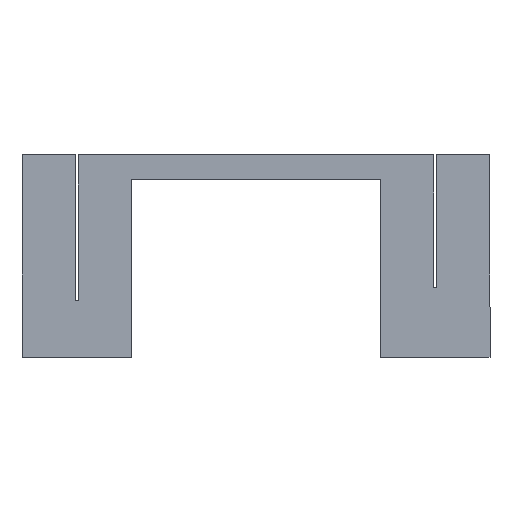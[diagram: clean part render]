
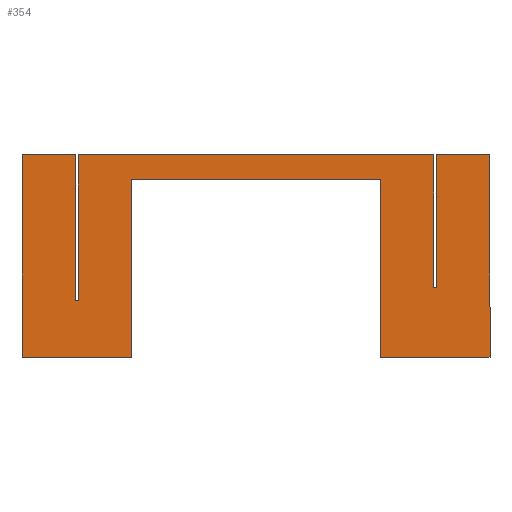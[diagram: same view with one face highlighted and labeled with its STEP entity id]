
A CAD part, top view. The second image highlights one B-rep face of the part: STEP entity #354.
In plain terms, the highlighted planar face has unit normal (0, 0, 1).
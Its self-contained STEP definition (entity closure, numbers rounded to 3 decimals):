
#5 = DIRECTION ( 'NONE',  ( 0., -1., 0. ) ) ;
#8 = ORIENTED_EDGE ( 'NONE', *, *, #326, .F. ) ;
#9 = DIRECTION ( 'NONE',  ( -1., 0., 0. ) ) ;
#10 = VERTEX_POINT ( 'NONE', #567 ) ;
#12 = CARTESIAN_POINT ( 'NONE',  ( -29.805, 41.787, 12.5 ) ) ;
#24 = CARTESIAN_POINT ( 'NONE',  ( 78.295, 1.787, 12.5 ) ) ;
#29 = VECTOR ( 'NONE', #244, 1000. ) ;
#34 = VERTEX_POINT ( 'NONE', #71 ) ;
#36 = EDGE_CURVE ( 'NONE', #380, #117, #118, .T. ) ;
#37 = VECTOR ( 'NONE', #230, 1000. ) ;
#44 = VECTOR ( 'NONE', #267, 1000. ) ;
#47 = CARTESIAN_POINT ( 'NONE',  ( 0., 0., 12.5 ) ) ;
#49 = CARTESIAN_POINT ( 'NONE',  ( -12.805, -19.213, 12.5 ) ) ;
#55 = EDGE_CURVE ( 'NONE', #530, #380, #165, .T. ) ;
#63 = CARTESIAN_POINT ( 'NONE',  ( 78.295, 41.787, 12.5 ) ) ;
#71 = CARTESIAN_POINT ( 'NONE',  ( -45.805, -19.213, 12.5 ) ) ;
#74 = CARTESIAN_POINT ( 'NONE',  ( -12.805, 34.287, 12.5 ) ) ;
#82 = LINE ( 'NONE', #546, #570 ) ;
#85 = VECTOR ( 'NONE', #219, 1000. ) ;
#91 = VERTEX_POINT ( 'NONE', #217 ) ;
#94 = ORIENTED_EDGE ( 'NONE', *, *, #507, .F. ) ;
#96 = LINE ( 'NONE', #240, #29 ) ;
#99 = EDGE_CURVE ( 'NONE', #306, #91, #569, .T. ) ;
#100 = FACE_OUTER_BOUND ( 'NONE', #139, .T. ) ;
#101 = ORIENTED_EDGE ( 'NONE', *, *, #427, .F. ) ;
#103 = VECTOR ( 'NONE', #245, 1000. ) ;
#109 = LINE ( 'NONE', #291, #351 ) ;
#117 = VERTEX_POINT ( 'NONE', #280 ) ;
#118 = LINE ( 'NONE', #437, #85 ) ;
#124 = EDGE_CURVE ( 'NONE', #572, #289, #337, .T. ) ;
#125 = ORIENTED_EDGE ( 'NONE', *, *, #55, .F. ) ;
#126 = VERTEX_POINT ( 'NONE', #372 ) ;
#129 = DIRECTION ( 'NONE',  ( 1., 0., 0. ) ) ;
#134 = VECTOR ( 'NONE', #5, 1000. ) ;
#137 = VECTOR ( 'NONE', #129, 1000. ) ;
#139 = EDGE_LOOP ( 'NONE', ( #182, #487, #94, #239, #125, #101, #149, #177, #8, #314, #379, #539, #398, #261, #492, #577 ) ) ;
#140 = CARTESIAN_POINT ( 'NONE',  ( -28.805, -2.213, 12.5 ) ) ;
#144 = CARTESIAN_POINT ( 'NONE',  ( 62.295, -19.213, 12.5 ) ) ;
#149 = ORIENTED_EDGE ( 'NONE', *, *, #447, .F. ) ;
#151 = EDGE_CURVE ( 'NONE', #34, #249, #186, .T. ) ;
#158 = LINE ( 'NONE', #250, #361 ) ;
#165 = LINE ( 'NONE', #342, #137 ) ;
#177 = ORIENTED_EDGE ( 'NONE', *, *, #99, .F. ) ;
#182 = ORIENTED_EDGE ( 'NONE', *, *, #362, .F. ) ;
#186 = LINE ( 'NONE', #364, #44 ) ;
#200 = CARTESIAN_POINT ( 'NONE',  ( -29.805, -2.213, 12.5 ) ) ;
#206 = EDGE_CURVE ( 'NONE', #425, #34, #82, .T. ) ;
#213 = VECTOR ( 'NONE', #575, 1000. ) ;
#217 = CARTESIAN_POINT ( 'NONE',  ( -28.805, 41.787, 12.5 ) ) ;
#219 = DIRECTION ( 'NONE',  ( 0., 1., 0. ) ) ;
#230 = DIRECTION ( 'NONE',  ( -1., 0., 0. ) ) ;
#234 = LINE ( 'NONE', #424, #134 ) ;
#237 = LINE ( 'NONE', #200, #477 ) ;
#239 = ORIENTED_EDGE ( 'NONE', *, *, #36, .F. ) ;
#240 = CARTESIAN_POINT ( 'NONE',  ( -12.805, -19.213, 12.5 ) ) ;
#244 = DIRECTION ( 'NONE',  ( 0., -1., 0. ) ) ;
#245 = DIRECTION ( 'NONE',  ( 0., 1., 0. ) ) ;
#249 = VERTEX_POINT ( 'NONE', #503 ) ;
#250 = CARTESIAN_POINT ( 'NONE',  ( 62.295, 34.287, 12.5 ) ) ;
#256 = LINE ( 'NONE', #74, #408 ) ;
#260 = CARTESIAN_POINT ( 'NONE',  ( -28.805, -2.213, 12.5 ) ) ;
#261 = ORIENTED_EDGE ( 'NONE', *, *, #434, .F. ) ;
#267 = DIRECTION ( 'NONE',  ( 0., 1., 0. ) ) ;
#268 = VERTEX_POINT ( 'NONE', #504 ) ;
#274 = LINE ( 'NONE', #144, #37 ) ;
#280 = CARTESIAN_POINT ( 'NONE',  ( 79.295, 41.787, 12.5 ) ) ;
#282 = CARTESIAN_POINT ( 'NONE',  ( 79.295, 1.787, 12.5 ) ) ;
#283 = DIRECTION ( 'NONE',  ( 0., 0., -1. ) ) ;
#285 = DIRECTION ( 'NONE',  ( 0., -1., 0. ) ) ;
#287 = DIRECTION ( 'NONE',  ( 0., -1., 0. ) ) ;
#288 = AXIS2_PLACEMENT_3D ( 'NONE', #47, #283, #9 ) ;
#289 = VERTEX_POINT ( 'NONE', #474 ) ;
#291 = CARTESIAN_POINT ( 'NONE',  ( 95.295, 41.787, 12.5 ) ) ;
#306 = VERTEX_POINT ( 'NONE', #140 ) ;
#314 = ORIENTED_EDGE ( 'NONE', *, *, #441, .F. ) ;
#326 = EDGE_CURVE ( 'NONE', #480, #306, #237, .T. ) ;
#328 = DIRECTION ( 'NONE',  ( 1., 0., 0. ) ) ;
#337 = LINE ( 'NONE', #559, #560 ) ;
#342 = CARTESIAN_POINT ( 'NONE',  ( 78.295, 1.787, 12.5 ) ) ;
#351 = VECTOR ( 'NONE', #484, 1000. ) ;
#354 = ADVANCED_FACE ( 'NONE', ( #100 ), #519, .F. ) ;
#361 = VECTOR ( 'NONE', #382, 1000. ) ;
#362 = EDGE_CURVE ( 'NONE', #289, #126, #274, .T. ) ;
#364 = CARTESIAN_POINT ( 'NONE',  ( -45.805, 41.787, 12.5 ) ) ;
#367 = VECTOR ( 'NONE', #328, 1000. ) ;
#372 = CARTESIAN_POINT ( 'NONE',  ( 62.295, -19.213, 12.5 ) ) ;
#376 = EDGE_CURVE ( 'NONE', #249, #446, #428, .T. ) ;
#379 = ORIENTED_EDGE ( 'NONE', *, *, #376, .F. ) ;
#380 = VERTEX_POINT ( 'NONE', #282 ) ;
#382 = DIRECTION ( 'NONE',  ( 0., 1., 0. ) ) ;
#392 = CARTESIAN_POINT ( 'NONE',  ( -29.805, 41.787, 12.5 ) ) ;
#393 = CARTESIAN_POINT ( 'NONE',  ( 95.295, 41.787, 12.5 ) ) ;
#398 = ORIENTED_EDGE ( 'NONE', *, *, #206, .F. ) ;
#402 = CARTESIAN_POINT ( 'NONE',  ( -12.805, 34.287, 12.5 ) ) ;
#408 = VECTOR ( 'NONE', #566, 1000. ) ;
#412 = DIRECTION ( 'NONE',  ( -1., 0., 0. ) ) ;
#424 = CARTESIAN_POINT ( 'NONE',  ( 78.295, 41.787, 12.5 ) ) ;
#425 = VERTEX_POINT ( 'NONE', #49 ) ;
#427 = EDGE_CURVE ( 'NONE', #268, #530, #234, .T. ) ;
#428 = LINE ( 'NONE', #555, #367 ) ;
#430 = CARTESIAN_POINT ( 'NONE',  ( -29.805, -2.213, 12.5 ) ) ;
#431 = LINE ( 'NONE', #63, #213 ) ;
#434 = EDGE_CURVE ( 'NONE', #597, #425, #96, .T. ) ;
#437 = CARTESIAN_POINT ( 'NONE',  ( 79.295, 1.787, 12.5 ) ) ;
#441 = EDGE_CURVE ( 'NONE', #446, #480, #527, .T. ) ;
#446 = VERTEX_POINT ( 'NONE', #392 ) ;
#447 = EDGE_CURVE ( 'NONE', #91, #268, #431, .T. ) ;
#457 = EDGE_CURVE ( 'NONE', #126, #10, #158, .T. ) ;
#470 = VECTOR ( 'NONE', #285, 1000. ) ;
#471 = DIRECTION ( 'NONE',  ( 1., 0., 0. ) ) ;
#474 = CARTESIAN_POINT ( 'NONE',  ( 95.295, -19.213, 12.5 ) ) ;
#477 = VECTOR ( 'NONE', #471, 1000. ) ;
#480 = VERTEX_POINT ( 'NONE', #430 ) ;
#484 = DIRECTION ( 'NONE',  ( 1., 0., 0. ) ) ;
#487 = ORIENTED_EDGE ( 'NONE', *, *, #124, .F. ) ;
#492 = ORIENTED_EDGE ( 'NONE', *, *, #557, .F. ) ;
#503 = CARTESIAN_POINT ( 'NONE',  ( -45.805, 41.787, 12.5 ) ) ;
#504 = CARTESIAN_POINT ( 'NONE',  ( 78.295, 41.787, 12.5 ) ) ;
#507 = EDGE_CURVE ( 'NONE', #117, #572, #109, .T. ) ;
#519 = PLANE ( 'NONE',  #288 ) ;
#527 = LINE ( 'NONE', #12, #470 ) ;
#530 = VERTEX_POINT ( 'NONE', #24 ) ;
#539 = ORIENTED_EDGE ( 'NONE', *, *, #151, .F. ) ;
#546 = CARTESIAN_POINT ( 'NONE',  ( -45.805, -19.213, 12.5 ) ) ;
#555 = CARTESIAN_POINT ( 'NONE',  ( -29.805, 41.787, 12.5 ) ) ;
#557 = EDGE_CURVE ( 'NONE', #10, #597, #256, .T. ) ;
#559 = CARTESIAN_POINT ( 'NONE',  ( 95.295, 41.787, 12.5 ) ) ;
#560 = VECTOR ( 'NONE', #287, 1000. ) ;
#566 = DIRECTION ( 'NONE',  ( -1., 0., 0. ) ) ;
#567 = CARTESIAN_POINT ( 'NONE',  ( 62.295, 34.287, 12.5 ) ) ;
#569 = LINE ( 'NONE', #260, #103 ) ;
#570 = VECTOR ( 'NONE', #412, 1000. ) ;
#572 = VERTEX_POINT ( 'NONE', #393 ) ;
#575 = DIRECTION ( 'NONE',  ( 1., 0., 0. ) ) ;
#577 = ORIENTED_EDGE ( 'NONE', *, *, #457, .F. ) ;
#597 = VERTEX_POINT ( 'NONE', #402 ) ;
